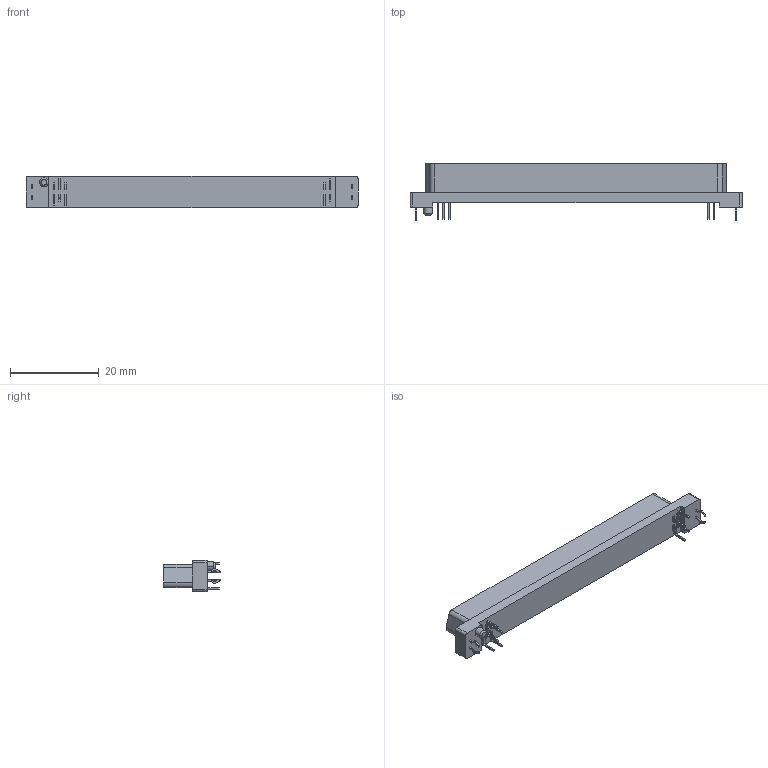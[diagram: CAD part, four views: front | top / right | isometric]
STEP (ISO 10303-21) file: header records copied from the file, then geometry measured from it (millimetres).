
FILE_DESCRIPTION((''),'2;1');
FILE_NAME('015921500','2019-04-30T',('gga'),(''),'PRO/ENGINEER BY PARAMETRIC TECHNOLOGY CORPORATION, 2016010','PRO/ENGINEER BY PARAMETRIC TECHNOLOGY CORPORATION, 2016010','');
FILE_SCHEMA(('CONFIG_CONTROL_DESIGN'));
Length unit declared in the file: inch
Products named in the file (1): 015921500
Bounding box: 74.9 x 12.8 x 7.01 mm (x, y, z)
Volume: 2833.6 mm3; surface area: 3622 mm2
Topology: 1 solids, 1 shells, 372 faces, 1298 edges, 928 vertices
Faces by surface type: plane 282, cylinder 88, cone 2
Entity records: 13876 total; most frequent: DIRECTION 2428, CARTESIAN_POINT 2391, ORIENTED_EDGE 2182, EDGE_CURVE 1091, VECTOR 914, LINE 914, AXIS2_PLACEMENT_3D 757, VERTEX_POINT 720
